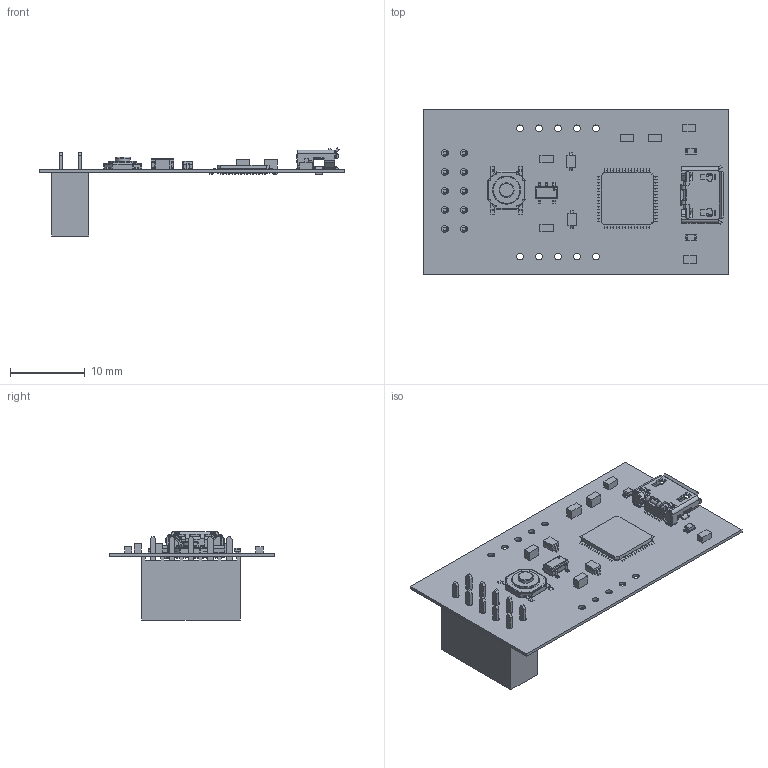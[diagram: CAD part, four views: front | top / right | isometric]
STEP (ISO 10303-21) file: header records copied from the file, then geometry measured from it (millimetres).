
FILE_DESCRIPTION(('Open CASCADE Model'),'2;1');
FILE_NAME('Open CASCADE Shape Model','2020-07-08T19:48:30',('Author'),( 'Open CASCADE'),'Open CASCADE STEP processor 6.8','Open CASCADE 6.8' ,'Unknown');
FILE_SCHEMA(('AUTOMOTIVE_DESIGN { 1 0 10303 214 1 1 1 1 }'));
Length unit declared in the file: millimetre
Products named in the file (31): PCB; Board; Open CASCADE STEP translator 6.8 1.1.1; C3; 5441364880; Extruded; U2; AP2112K-3.3TRG1--3DModel-STEP-56544; Crystalaser; ATMEGA328P-AU--3DModel-STEP-56544; Reset; PTS525SM15SMTR2LFS--3DModel-STEP-1; R2; 5441364560; R1; P1; SSW-105-01-T-D; _T1SSW-105-01-T-D; _P2SSW-105-01-T-D; J1; MicroUSB-3DModel; D4; diode-SOD323-STEP; D3; D2; LTST-C191TBKT-5A--3DModel-STEP-56544; D1; C4; C2; C1
Assembly tree (36 placements, depth 4):
  PCB
    Board
      Open CASCADE STEP translator 6.8 1.1.1
    C3
      5441364880
        Extruded
    U2
      AP2112K-3.3TRG1--3DModel-STEP-56544
    Crystalaser
      ATMEGA328P-AU--3DModel-STEP-56544
    Reset
      PTS525SM15SMTR2LFS--3DModel-STEP-1
    R2
      5441364560
        Extruded
    R1
      5441364560
        Extruded
    P1
      SSW-105-01-T-D
        _T1SSW-105-01-T-D
        _P2SSW-105-01-T-D
    J1
      MicroUSB-3DModel
    D4
      diode-SOD323-STEP
    D3
      diode-SOD323-STEP
    D2
      LTST-C191TBKT-5A--3DModel-STEP-56544
    D1
      LTST-C191TBKT-5A--3DModel-STEP-56544
    C4
      5441364880
        Extruded
    C2
      5441364880
        Extruded
    C1
      5441364880
        Extruded
Bounding box: 40.64 x 22.1 x 11.76 mm (x, y, z)
Volume: 1006.5 mm3; surface area: 3427.7 mm2
Topology: 81 solids, 81 shells, 1723 faces, 4322 edges, 2766 vertices
Faces by surface type: plane 1258, cylinder 445, torus 8, cone 8, bspline 4
Full cylindrical faces by diameter (mm): 0.9 x20
Entity records: 53029 total; most frequent: CARTESIAN_POINT 8529, DIRECTION 8136, ORIENTED_EDGE 8106, EDGE_CURVE 4053, LINE 3182, VECTOR 3182, VERTEX_POINT 2588, AXIS2_PLACEMENT_3D 2477
